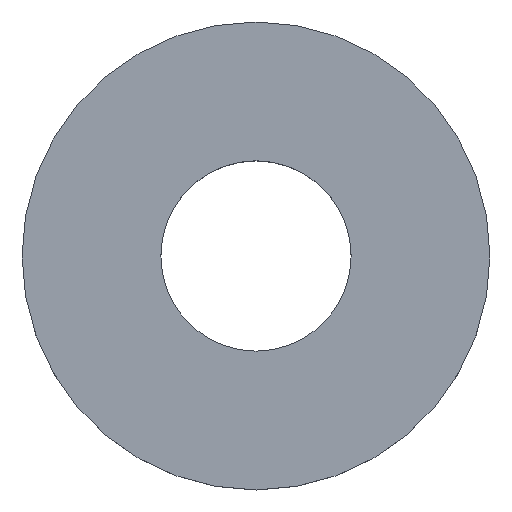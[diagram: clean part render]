
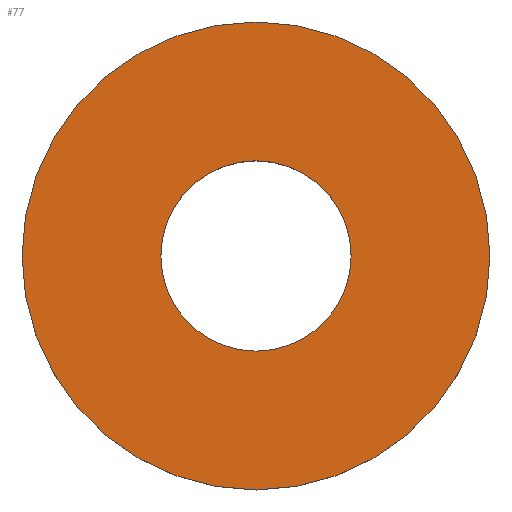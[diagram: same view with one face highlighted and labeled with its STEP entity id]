
A CAD part, top view. The second image highlights one B-rep face of the part: STEP entity #77.
In plain terms, the highlighted planar face has unit normal (0, 0, 1).
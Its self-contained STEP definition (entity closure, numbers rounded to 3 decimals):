
#20=FACE_BOUND('',#35,.T.);
#26=FACE_OUTER_BOUND('',#34,.T.);
#34=EDGE_LOOP('',(#64));
#35=EDGE_LOOP('',(#65));
#44=CIRCLE('',#93,7.5);
#45=CIRCLE('',#95,3.05);
#50=VERTEX_POINT('',#134);
#51=VERTEX_POINT('',#137);
#56=EDGE_CURVE('',#50,#50,#44,.T.);
#57=EDGE_CURVE('',#51,#51,#45,.T.);
#64=ORIENTED_EDGE('',*,*,#56,.T.);
#65=ORIENTED_EDGE('',*,*,#57,.T.);
#73=PLANE('',#94);
#77=ADVANCED_FACE('',(#26,#20),#73,.T.);
#93=AXIS2_PLACEMENT_3D('',#135,#111,#112);
#94=AXIS2_PLACEMENT_3D('',#136,#113,#114);
#95=AXIS2_PLACEMENT_3D('',#138,#115,#116);
#111=DIRECTION('center_axis',(0.,0.,1.));
#112=DIRECTION('ref_axis',(-1.,0.,0.));
#113=DIRECTION('center_axis',(0.,0.,1.));
#114=DIRECTION('ref_axis',(1.,0.,0.));
#115=DIRECTION('center_axis',(0.,0.,-1.));
#116=DIRECTION('ref_axis',(-1.,0.,0.));
#134=CARTESIAN_POINT('',(7.5,0.,2.7));
#135=CARTESIAN_POINT('Origin',(0.,0.,2.7));
#136=CARTESIAN_POINT('Origin',(0.,0.,
2.7));
#137=CARTESIAN_POINT('',(3.05,0.,2.7));
#138=CARTESIAN_POINT('Origin',(0.,0.,2.7));
